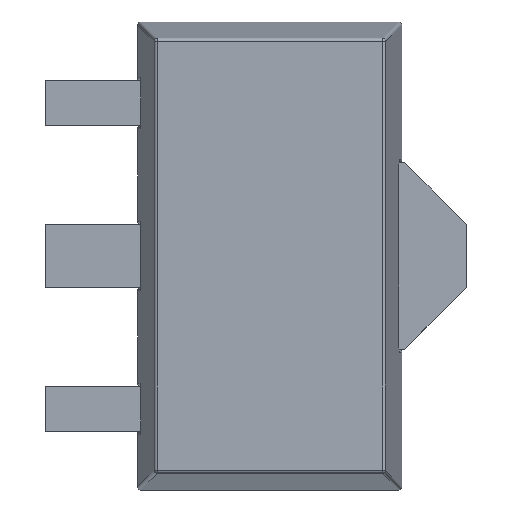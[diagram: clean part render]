
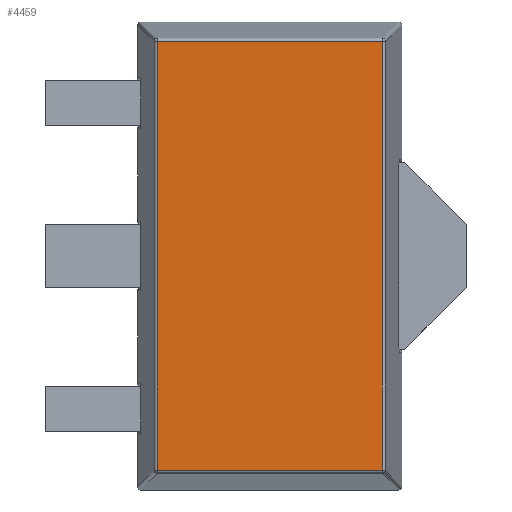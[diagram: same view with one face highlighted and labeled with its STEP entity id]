
A CAD part, top view. The second image highlights one B-rep face of the part: STEP entity #4459.
In plain terms, the highlighted planar face has unit normal (0, 0, 1).
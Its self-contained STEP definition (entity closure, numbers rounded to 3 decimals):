
#2388 = CYLINDRICAL_SURFACE('',#2389,0.03);
#2389 = AXIS2_PLACEMENT_3D('',#2390,#2391,#2392);
#2390 = CARTESIAN_POINT('',(0.195,0.168,1.57));
#2391 = DIRECTION('',(0.,1.,0.));
#2392 = DIRECTION('',(-0.995,0.,0.105));
#2586 = VERTEX_POINT('',#2587);
#2587 = CARTESIAN_POINT('',(0.195,0.195,1.6));
#2620 = EDGE_CURVE('',#2586,#2621,#2623,.T.);
#2621 = VERTEX_POINT('',#2622);
#2622 = CARTESIAN_POINT('',(0.195,4.405,1.6));
#2623 = SURFACE_CURVE('',#2624,(#2628,#2635),.PCURVE_S1.);
#2624 = LINE('',#2625,#2626);
#2625 = CARTESIAN_POINT('',(0.195,0.168,1.6));
#2626 = VECTOR('',#2627,1.);
#2627 = DIRECTION('',(0.,1.,0.));
#2628 = PCURVE('',#2388,#2629);
#2629 = DEFINITIONAL_REPRESENTATION('',(#2630),#2634);
#2630 = LINE('',#2631,#2632);
#2631 = CARTESIAN_POINT('',(1.466,0.));
#2632 = VECTOR('',#2633,1.);
#2633 = DIRECTION('',(0.,1.));
#2634 = ( GEOMETRIC_REPRESENTATION_CONTEXT(2) 
PARAMETRIC_REPRESENTATION_CONTEXT() REPRESENTATION_CONTEXT('2D SPACE',''
  ) );
#2635 = PCURVE('',#2636,#2641);
#2636 = PLANE('',#2637);
#2637 = AXIS2_PLACEMENT_3D('',#2638,#2639,#2640);
#2638 = CARTESIAN_POINT('',(0.,0.,1.6));
#2639 = DIRECTION('',(0.,0.,1.));
#2640 = DIRECTION('',(1.,0.,0.));
#2641 = DEFINITIONAL_REPRESENTATION('',(#2642),#2646);
#2642 = LINE('',#2643,#2644);
#2643 = CARTESIAN_POINT('',(0.195,0.168));
#2644 = VECTOR('',#2645,1.);
#2645 = DIRECTION('',(0.,1.));
#2646 = ( GEOMETRIC_REPRESENTATION_CONTEXT(2) 
PARAMETRIC_REPRESENTATION_CONTEXT() REPRESENTATION_CONTEXT('2D SPACE',''
  ) );
#4010 = CYLINDRICAL_SURFACE('',#4011,0.03);
#4011 = AXIS2_PLACEMENT_3D('',#4012,#4013,#4014);
#4012 = CARTESIAN_POINT('',(0.168,4.405,1.57));
#4013 = DIRECTION('',(1.,0.,0.));
#4014 = DIRECTION('',(0.,0.995,0.105));
#4448 = CYLINDRICAL_SURFACE('',#4449,0.03);
#4449 = AXIS2_PLACEMENT_3D('',#4450,#4451,#4452);
#4450 = CARTESIAN_POINT('',(0.168,0.195,1.57));
#4451 = DIRECTION('',(1.,0.,0.));
#4452 = DIRECTION('',(0.,0.,1.));
#4459 = ADVANCED_FACE('',(#4460),#2636,.T.);
#4460 = FACE_BOUND('',#4461,.T.);
#4461 = EDGE_LOOP('',(#4462,#4463,#4486,#4514));
#4462 = ORIENTED_EDGE('',*,*,#2620,.F.);
#4463 = ORIENTED_EDGE('',*,*,#4464,.T.);
#4464 = EDGE_CURVE('',#2586,#4465,#4467,.T.);
#4465 = VERTEX_POINT('',#4466);
#4466 = CARTESIAN_POINT('',(2.405,0.195,1.6));
#4467 = SURFACE_CURVE('',#4468,(#4472,#4479),.PCURVE_S1.);
#4468 = LINE('',#4469,#4470);
#4469 = CARTESIAN_POINT('',(0.168,0.195,1.6));
#4470 = VECTOR('',#4471,1.);
#4471 = DIRECTION('',(1.,0.,0.));
#4472 = PCURVE('',#2636,#4473);
#4473 = DEFINITIONAL_REPRESENTATION('',(#4474),#4478);
#4474 = LINE('',#4475,#4476);
#4475 = CARTESIAN_POINT('',(0.168,0.195));
#4476 = VECTOR('',#4477,1.);
#4477 = DIRECTION('',(1.,0.));
#4478 = ( GEOMETRIC_REPRESENTATION_CONTEXT(2) 
PARAMETRIC_REPRESENTATION_CONTEXT() REPRESENTATION_CONTEXT('2D SPACE',''
  ) );
#4479 = PCURVE('',#4448,#4480);
#4480 = DEFINITIONAL_REPRESENTATION('',(#4481),#4485);
#4481 = LINE('',#4482,#4483);
#4482 = CARTESIAN_POINT('',(0.,0.));
#4483 = VECTOR('',#4484,1.);
#4484 = DIRECTION('',(0.,1.));
#4485 = ( GEOMETRIC_REPRESENTATION_CONTEXT(2) 
PARAMETRIC_REPRESENTATION_CONTEXT() REPRESENTATION_CONTEXT('2D SPACE',''
  ) );
#4486 = ORIENTED_EDGE('',*,*,#4487,.T.);
#4487 = EDGE_CURVE('',#4465,#4488,#4490,.T.);
#4488 = VERTEX_POINT('',#4489);
#4489 = CARTESIAN_POINT('',(2.405,4.405,1.6));
#4490 = SURFACE_CURVE('',#4491,(#4495,#4502),.PCURVE_S1.);
#4491 = LINE('',#4492,#4493);
#4492 = CARTESIAN_POINT('',(2.405,0.168,1.6));
#4493 = VECTOR('',#4494,1.);
#4494 = DIRECTION('',(0.,1.,0.));
#4495 = PCURVE('',#2636,#4496);
#4496 = DEFINITIONAL_REPRESENTATION('',(#4497),#4501);
#4497 = LINE('',#4498,#4499);
#4498 = CARTESIAN_POINT('',(2.405,0.168));
#4499 = VECTOR('',#4500,1.);
#4500 = DIRECTION('',(0.,1.));
#4501 = ( GEOMETRIC_REPRESENTATION_CONTEXT(2) 
PARAMETRIC_REPRESENTATION_CONTEXT() REPRESENTATION_CONTEXT('2D SPACE',''
  ) );
#4502 = PCURVE('',#4503,#4508);
#4503 = CYLINDRICAL_SURFACE('',#4504,0.03);
#4504 = AXIS2_PLACEMENT_3D('',#4505,#4506,#4507);
#4505 = CARTESIAN_POINT('',(2.405,0.168,1.57));
#4506 = DIRECTION('',(0.,1.,0.));
#4507 = DIRECTION('',(0.,0.,1.));
#4508 = DEFINITIONAL_REPRESENTATION('',(#4509),#4513);
#4509 = LINE('',#4510,#4511);
#4510 = CARTESIAN_POINT('',(0.,0.));
#4511 = VECTOR('',#4512,1.);
#4512 = DIRECTION('',(0.,1.));
#4513 = ( GEOMETRIC_REPRESENTATION_CONTEXT(2) 
PARAMETRIC_REPRESENTATION_CONTEXT() REPRESENTATION_CONTEXT('2D SPACE',''
  ) );
#4514 = ORIENTED_EDGE('',*,*,#4515,.F.);
#4515 = EDGE_CURVE('',#2621,#4488,#4516,.T.);
#4516 = SURFACE_CURVE('',#4517,(#4521,#4528),.PCURVE_S1.);
#4517 = LINE('',#4518,#4519);
#4518 = CARTESIAN_POINT('',(0.168,4.405,1.6));
#4519 = VECTOR('',#4520,1.);
#4520 = DIRECTION('',(1.,0.,0.));
#4521 = PCURVE('',#2636,#4522);
#4522 = DEFINITIONAL_REPRESENTATION('',(#4523),#4527);
#4523 = LINE('',#4524,#4525);
#4524 = CARTESIAN_POINT('',(0.168,4.405));
#4525 = VECTOR('',#4526,1.);
#4526 = DIRECTION('',(1.,0.));
#4527 = ( GEOMETRIC_REPRESENTATION_CONTEXT(2) 
PARAMETRIC_REPRESENTATION_CONTEXT() REPRESENTATION_CONTEXT('2D SPACE',''
  ) );
#4528 = PCURVE('',#4010,#4529);
#4529 = DEFINITIONAL_REPRESENTATION('',(#4530),#4534);
#4530 = LINE('',#4531,#4532);
#4531 = CARTESIAN_POINT('',(1.466,0.));
#4532 = VECTOR('',#4533,1.);
#4533 = DIRECTION('',(0.,1.));
#4534 = ( GEOMETRIC_REPRESENTATION_CONTEXT(2) 
PARAMETRIC_REPRESENTATION_CONTEXT() REPRESENTATION_CONTEXT('2D SPACE',''
  ) );
